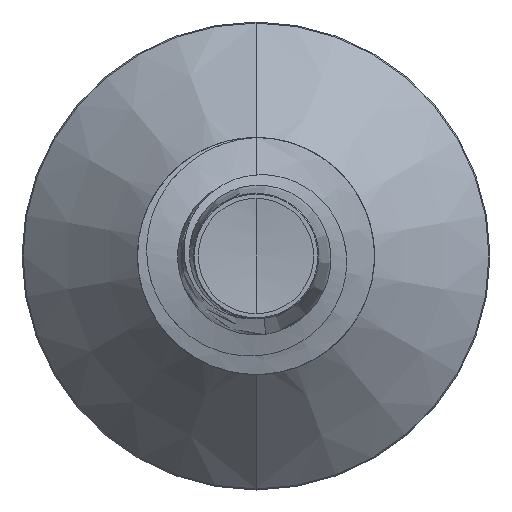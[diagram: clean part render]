
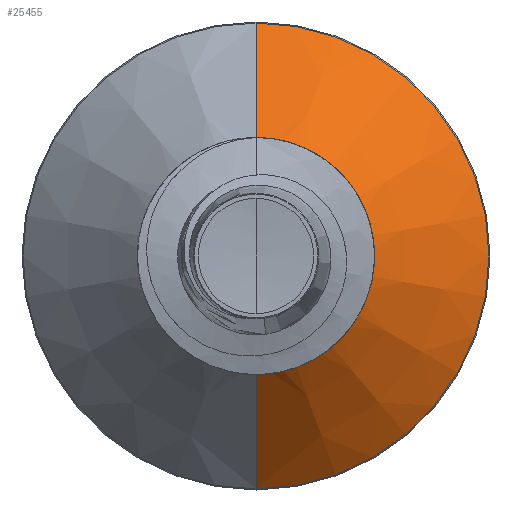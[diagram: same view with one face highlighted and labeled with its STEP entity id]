
A CAD part, front view. The second image highlights one B-rep face of the part: STEP entity #25455.
In plain terms, the highlighted conical face has half-angle 45 degrees and reference radius 3.632 mm.
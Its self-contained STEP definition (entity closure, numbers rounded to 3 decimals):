
#1287 = DIRECTION ( 'NONE',  ( 0., 1., 0. ) ) ;
#2263 = AXIS2_PLACEMENT_3D ( 'NONE', #6568, #11147, #21684 ) ;
#2469 = CARTESIAN_POINT ( 'NONE',  ( 0., 34.782, -3.632 ) ) ;
#3579 = AXIS2_PLACEMENT_3D ( 'NONE', #11274, #25113, #13499 ) ;
#3631 = AXIS2_PLACEMENT_3D ( 'NONE', #15584, #1287, #17645 ) ;
#3899 = CARTESIAN_POINT ( 'NONE',  ( 0., 34.782, 3.632 ) ) ;
#6568 = CARTESIAN_POINT ( 'NONE',  ( 0., 34.782, 0. ) ) ;
#7373 = ORIENTED_EDGE ( 'NONE', *, *, #23611, .T. ) ;
#8634 = FACE_OUTER_BOUND ( 'NONE', #18404, .T. ) ;
#9018 = VECTOR ( 'NONE', #25800, 1000. ) ;
#10040 = CARTESIAN_POINT ( 'NONE',  ( 0., 34.782, -3.632 ) ) ;
#10348 = VERTEX_POINT ( 'NONE', #10040 ) ;
#11147 = DIRECTION ( 'NONE',  ( 0., 1., 0. ) ) ;
#11274 = CARTESIAN_POINT ( 'NONE',  ( 0., 39.015, 0. ) ) ;
#12123 = VERTEX_POINT ( 'NONE', #15157 ) ;
#12479 = DIRECTION ( 'NONE',  ( 0., 0.707, 0.707 ) ) ;
#12649 = CONICAL_SURFACE ( 'NONE', #2263, 3.632, 0.785 ) ;
#13499 = DIRECTION ( 'NONE',  ( 0., 0., 1. ) ) ;
#14501 = ORIENTED_EDGE ( 'NONE', *, *, #21471, .F. ) ;
#14802 = ORIENTED_EDGE ( 'NONE', *, *, #23513, .T. ) ;
#15020 = LINE ( 'NONE', #2469, #9018 ) ;
#15157 = CARTESIAN_POINT ( 'NONE',  ( 0., 39.015, 7.865 ) ) ;
#15433 = VERTEX_POINT ( 'NONE', #3899 ) ;
#15584 = CARTESIAN_POINT ( 'NONE',  ( 0., 34.782, 0. ) ) ;
#16703 = LINE ( 'NONE', #25927, #20141 ) ;
#17032 = CARTESIAN_POINT ( 'NONE',  ( 0., 39.015, -7.865 ) ) ;
#17645 = DIRECTION ( 'NONE',  ( 0., 0., 1. ) ) ;
#18404 = EDGE_LOOP ( 'NONE', ( #7373, #14802, #19301, #14501 ) ) ;
#19301 = ORIENTED_EDGE ( 'NONE', *, *, #23685, .F. ) ;
#20141 = VECTOR ( 'NONE', #12479, 1000. ) ;
#21471 = EDGE_CURVE ( 'NONE', #15433, #12123, #16703, .T. ) ;
#21684 = DIRECTION ( 'NONE',  ( 0., 0., 1. ) ) ;
#22673 = VERTEX_POINT ( 'NONE', #17032 ) ;
#23513 = EDGE_CURVE ( 'NONE', #10348, #22673, #15020, .T. ) ;
#23611 = EDGE_CURVE ( 'NONE', #15433, #10348, #25166, .T. ) ;
#23685 = EDGE_CURVE ( 'NONE', #12123, #22673, #24700, .T. ) ;
#24700 = CIRCLE ( 'NONE', #3579, 7.865 ) ;
#25113 = DIRECTION ( 'NONE',  ( 0., 1., 0. ) ) ;
#25166 = CIRCLE ( 'NONE', #3631, 3.632 ) ;
#25455 = ADVANCED_FACE ( 'NONE', ( #8634 ), #12649, .T. ) ;
#25800 = DIRECTION ( 'NONE',  ( 0., 0.707, -0.707 ) ) ;
#25927 = CARTESIAN_POINT ( 'NONE',  ( 0., 34.782, 3.632 ) ) ;
